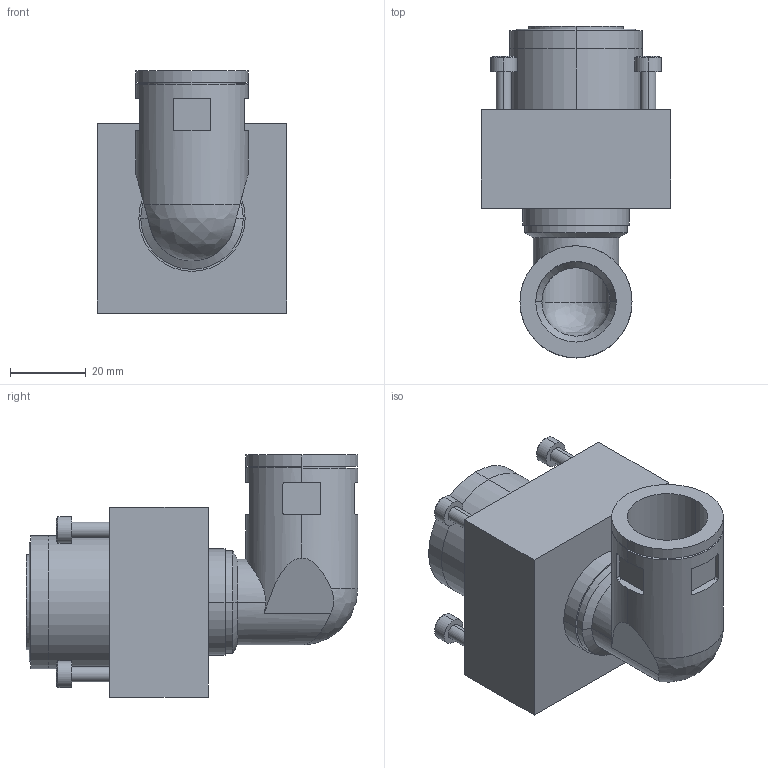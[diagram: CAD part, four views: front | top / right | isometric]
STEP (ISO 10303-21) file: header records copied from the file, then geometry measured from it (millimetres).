
FILE_DESCRIPTION (( 'STEP AP214' ), '1' );
FILE_NAME ('22470~0.STEP', '2020-11-02T15:15:11', ( '' ), ( '' ), 'SwSTEP 2.0', 'SolidWorks 2018', '' );
FILE_SCHEMA (( 'AUTOMOTIVE_DESIGN' ));
Length unit declared in the file: millimetre
Products named in the file (1): 22470~0
Bounding box: 50 x 87.4 x 63.75 mm (x, y, z)
Volume: 88049.1 mm3; surface area: 31808.7 mm2
Topology: 8 solids, 8 shells, 234 faces, 570 edges, 361 vertices
Faces by surface type: cylinder 141, plane 59, cone 30, bspline 2, torus 2
Entity records: 9757 total; most frequent: CARTESIAN_POINT 1413, DIRECTION 1294, ORIENTED_EDGE 1120, EDGE_CURVE 560, AXIS2_PLACEMENT_3D 530, VERTEX_POINT 361, CIRCLE 297, EDGE_LOOP 261
